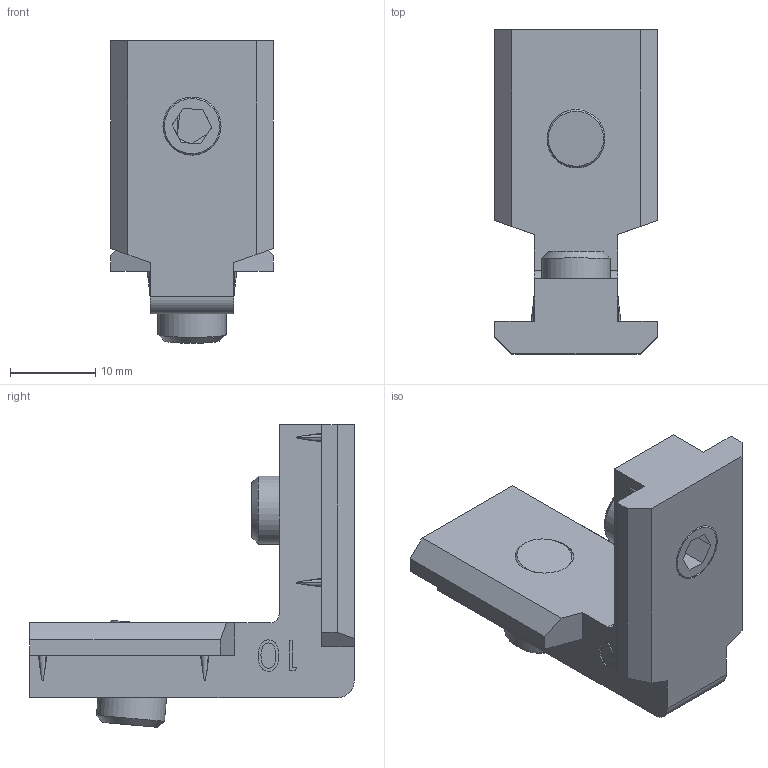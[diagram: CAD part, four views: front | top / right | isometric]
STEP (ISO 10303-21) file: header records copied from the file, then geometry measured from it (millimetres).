
FILE_DESCRIPTION(/* description */ ('KriTec Innenwinkel 10'),/* implementation_level */ '2;1');
FILE_NAME(/* name */ '81030_KriTec_Innenwinkel_10.stp',/* time_stamp */ '2021-11-08T16:12:04+01:00',/* author */ ('jendrek'),/* organization */ (''),/* preprocessor_version */ 'ST-DEVELOPER v17',/* originating_system */ 'Autodesk Inventor 2018',/* authorisation */ '');
FILE_SCHEMA (('AUTOMOTIVE_DESIGN { 1 0 10303 214 3 1 1 }'));
Length unit declared in the file: millimetre
Products named in the file (3): 81030; 81030_Verbinder; DIN 913 - M8 x 12
Assembly tree (3 placements, depth 2):
  81030
    81030_Verbinder
    DIN 913 - M8 x 12  x2
Bounding box: 19 x 38 x 35.44 mm (x, y, z)
Volume: 7159.1 mm3; surface area: 4458.6 mm2
Topology: 3 solids, 3 shells, 108 faces, 295 edges, 196 vertices
Faces by surface type: plane 73, cone 18, bspline 9, cylinder 8
Full cylindrical faces by diameter (mm): 8 x2
Entity records: 3985 total; most frequent: CARTESIAN_POINT 1466, ORIENTED_EDGE 530, DIRECTION 447, EDGE_CURVE 265, LINE 183, VECTOR 183, VERTEX_POINT 177, AXIS2_PLACEMENT_3D 132
